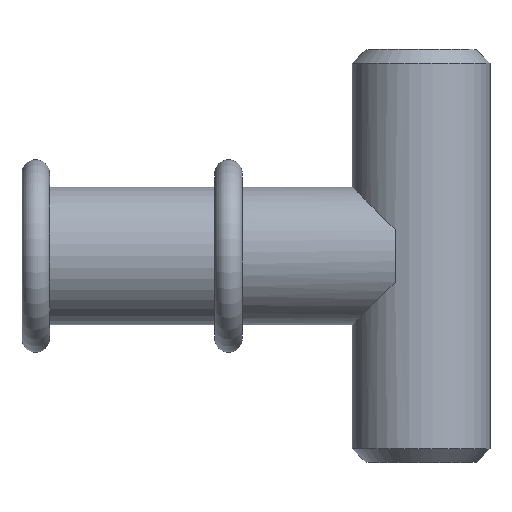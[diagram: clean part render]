
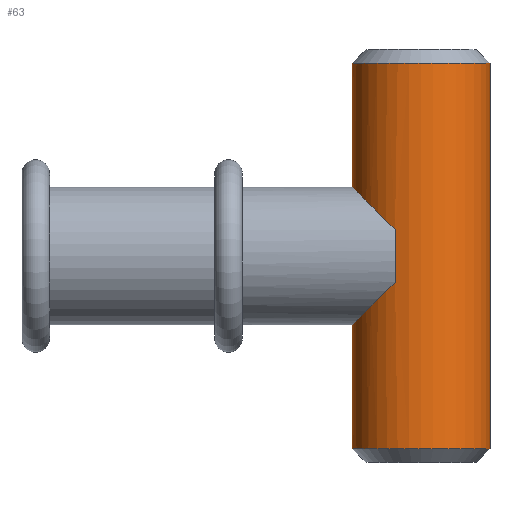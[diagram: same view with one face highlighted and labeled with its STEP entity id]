
A CAD part, top view. The second image highlights one B-rep face of the part: STEP entity #63.
In plain terms, the highlighted cylindrical face has radius 6.35 mm (diameter 12.7 mm), a full revolution.
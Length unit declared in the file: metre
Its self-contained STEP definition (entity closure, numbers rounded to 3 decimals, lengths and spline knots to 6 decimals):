
#63 = ADVANCED_FACE( '', ( #130, #131, #132 ), #133, .T. );
#130 = FACE_OUTER_BOUND( '', #195, .T. );
#131 = FACE_OUTER_BOUND( '', #196, .T. );
#132 = FACE_BOUND( '', #197, .T. );
#133 = CYLINDRICAL_SURFACE( '', #198, 0.00635 );
#195 = EDGE_LOOP( '', ( #283 ) );
#196 = EDGE_LOOP( '', ( #284 ) );
#197 = EDGE_LOOP( '', ( #285, #286, #287, #288 ) );
#198 = AXIS2_PLACEMENT_3D( '', #289, #290, #291 );
#283 = ORIENTED_EDGE( '', *, *, #335, .T. );
#284 = ORIENTED_EDGE( '', *, *, #324, .T. );
#285 = ORIENTED_EDGE( '', *, *, #312, .F. );
#286 = ORIENTED_EDGE( '', *, *, #316, .T. );
#287 = ORIENTED_EDGE( '', *, *, #314, .F. );
#288 = ORIENTED_EDGE( '', *, *, #329, .T. );
#289 = CARTESIAN_POINT( '', ( 0.01905, -0.01905, 0. ) );
#290 = DIRECTION( '', ( 0., -1., 0. ) );
#291 = DIRECTION( '', ( 0., 0., 1. ) );
#312 = EDGE_CURVE( '', #347, #350, #351, .T. );
#314 = EDGE_CURVE( '', #352, #348, #354, .F. );
#316 = EDGE_CURVE( '', #347, #348, #356, .T. );
#324 = EDGE_CURVE( '', #367, #367, #368, .F. );
#329 = EDGE_CURVE( '', #352, #350, #374, .F. );
#335 = EDGE_CURVE( '', #382, #382, #383, .T. );
#347 = VERTEX_POINT( '', #394 );
#348 = VERTEX_POINT( '', #395 );
#350 = VERTEX_POINT( '', #397 );
#351 = ELLIPSE( '', #398, 0.00898, 0.00635 );
#352 = VERTEX_POINT( '', #399 );
#354 = ELLIPSE( '', #401, 0.00898, 0.00635 );
#356 = LINE( '', #403, #404 );
#367 = VERTEX_POINT( '', #415 );
#368 = CIRCLE( '', #416, 0.00635 );
#374 = LINE( '', #422, #423 );
#382 = VERTEX_POINT( '', #431 );
#383 = CIRCLE( '', #432, 0.00635 );
#394 = CARTESIAN_POINT( '', ( 0.016637, -0.002413, -0.005874 ) );
#395 = CARTESIAN_POINT( '', ( 0.016637, 0.002413, -0.005874 ) );
#397 = CARTESIAN_POINT( '', ( 0.016637, -0.002413, 0.005874 ) );
#398 = AXIS2_PLACEMENT_3D( '', #447, #448, #449 );
#399 = CARTESIAN_POINT( '', ( 0.016637, 0.002413, 0.005874 ) );
#401 = AXIS2_PLACEMENT_3D( '', #453, #454, #455 );
#403 = CARTESIAN_POINT( '', ( 0.016637, -0.01905, -0.005874 ) );
#404 = VECTOR( '', #456, 1. );
#415 = CARTESIAN_POINT( '', ( 0.01905, -0.01778, -0.00635 ) );
#416 = AXIS2_PLACEMENT_3D( '', #466, #467, #468 );
#422 = CARTESIAN_POINT( '', ( 0.016637, -0.01905, 0.005874 ) );
#423 = VECTOR( '', #472, 1. );
#431 = CARTESIAN_POINT( '', ( 0.01905, 0.01778, -0.00635 ) );
#432 = AXIS2_PLACEMENT_3D( '', #479, #480, #481 );
#447 = CARTESIAN_POINT( '', ( 0.01905, 0., 0. ) );
#448 = DIRECTION( '', ( -0.707, 0.707, 0. ) );
#449 = DIRECTION( '', ( 0.707, 0.707, 0. ) );
#453 = CARTESIAN_POINT( '', ( 0.01905, 0., 0. ) );
#454 = DIRECTION( '', ( 0.707, 0.707, 0. ) );
#455 = DIRECTION( '', ( -0.707, 0.707, 0. ) );
#456 = DIRECTION( '', ( 0., 1., 0. ) );
#466 = CARTESIAN_POINT( '', ( 0.01905, -0.01778, 0. ) );
#467 = DIRECTION( '', ( 0., -1., 0. ) );
#468 = DIRECTION( '', ( 0., 0., -1. ) );
#472 = DIRECTION( '', ( 0., 1., 0. ) );
#479 = CARTESIAN_POINT( '', ( 0.01905, 0.01778, 0. ) );
#480 = DIRECTION( '', ( 0., -1., 0. ) );
#481 = DIRECTION( '', ( 0., 0., -1. ) );
